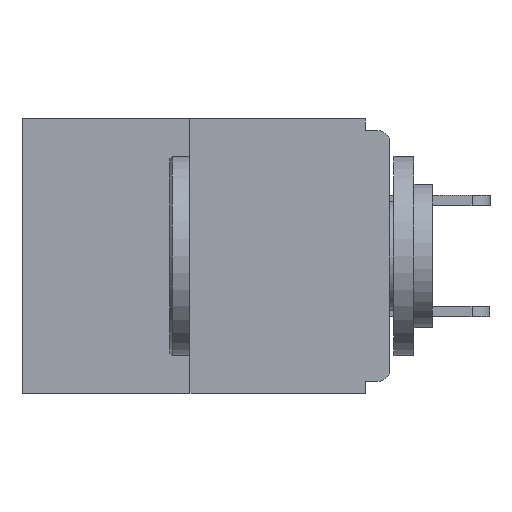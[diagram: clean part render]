
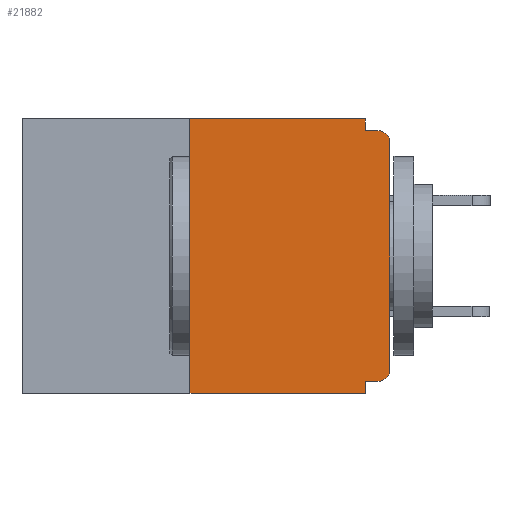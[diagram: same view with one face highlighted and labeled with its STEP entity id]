
A CAD part, left-side view. The second image highlights one B-rep face of the part: STEP entity #21882.
In plain terms, the highlighted planar face has unit normal (-1, 0, 0).
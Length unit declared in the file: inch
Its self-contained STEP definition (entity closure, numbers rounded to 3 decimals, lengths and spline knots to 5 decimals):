
#531 = CARTESIAN_POINT ( 'NONE',  ( 0., 0.46, -0.343 ) ) ;
#550 = CIRCLE ( 'NONE', #15211, 0.015 ) ;
#597 = CARTESIAN_POINT ( 'NONE',  ( 0., 0.25, 0. ) ) ;
#1485 = DIRECTION ( 'NONE',  ( -1., 0., 0. ) ) ;
#2152 = VERTEX_POINT ( 'NONE', #4358 ) ;
#2430 = CARTESIAN_POINT ( 'NONE',  ( 0., 0.031, 0. ) ) ;
#2493 = EDGE_LOOP ( 'NONE', ( #21145, #6915, #13196, #23272, #5498, #18015, #15113, #12124, #6410, #10506 ) ) ;
#2554 = DIRECTION ( 'NONE',  ( 1., 0., 0. ) ) ;
#2939 = CARTESIAN_POINT ( 'NONE',  ( 0., 0., -0.015 ) ) ;
#3271 = CARTESIAN_POINT ( 'NONE',  ( 0., 0.015, -0.313 ) ) ;
#3303 = DIRECTION ( 'NONE',  ( 0., 0., -1. ) ) ;
#3438 = EDGE_CURVE ( 'NONE', #5176, #15188, #4301, .T. ) ;
#3521 = VECTOR ( 'NONE', #8320, 39.37008 ) ;
#3995 = FACE_OUTER_BOUND ( 'NONE', #2493, .T. ) ;
#4108 = EDGE_CURVE ( 'NONE', #22898, #2152, #22562, .T. ) ;
#4275 = DIRECTION ( 'NONE',  ( 0., -1., 0. ) ) ;
#4301 = LINE ( 'NONE', #2430, #18777 ) ;
#4358 = CARTESIAN_POINT ( 'NONE',  ( 0., 0.031, -0.328 ) ) ;
#5176 = VERTEX_POINT ( 'NONE', #6454 ) ;
#5227 = VERTEX_POINT ( 'NONE', #23435 ) ;
#5466 = VECTOR ( 'NONE', #19276, 39.37008 ) ;
#5498 = ORIENTED_EDGE ( 'NONE', *, *, #4108, .F. ) ;
#6410 = ORIENTED_EDGE ( 'NONE', *, *, #20238, .F. ) ;
#6415 = CARTESIAN_POINT ( 'NONE',  ( 0., 0., 0. ) ) ;
#6454 = CARTESIAN_POINT ( 'NONE',  ( 0., 0.031, 0. ) ) ;
#6535 = DIRECTION ( 'NONE',  ( 0., 0., -1. ) ) ;
#6713 = CARTESIAN_POINT ( 'NONE',  ( 0., 0.031, -0.015 ) ) ;
#6756 = VERTEX_POINT ( 'NONE', #19915 ) ;
#6768 = CARTESIAN_POINT ( 'NONE',  ( 0., 0.015, -0.03 ) ) ;
#6915 = ORIENTED_EDGE ( 'NONE', *, *, #10671, .F. ) ;
#7244 = VERTEX_POINT ( 'NONE', #597 ) ;
#7344 = CARTESIAN_POINT ( 'NONE',  ( 0., 0.031, -0.343 ) ) ;
#8320 = DIRECTION ( 'NONE',  ( 0., 0., 1. ) ) ;
#8406 = CARTESIAN_POINT ( 'NONE',  ( 0., 0.25, -0.343 ) ) ;
#9880 = DIRECTION ( 'NONE',  ( 0., 0., -1. ) ) ;
#10432 = CARTESIAN_POINT ( 'NONE',  ( 0., 0.031, -0.343 ) ) ;
#10506 = ORIENTED_EDGE ( 'NONE', *, *, #3438, .F. ) ;
#10671 = EDGE_CURVE ( 'NONE', #20735, #7244, #19417, .T. ) ;
#10751 = EDGE_CURVE ( 'NONE', #15576, #6756, #16458, .T. ) ;
#11128 = VECTOR ( 'NONE', #14047, 39.37008 ) ;
#11923 = DIRECTION ( 'NONE',  ( 0., 0., 1. ) ) ;
#12124 = ORIENTED_EDGE ( 'NONE', *, *, #20402, .T. ) ;
#12179 = CARTESIAN_POINT ( 'NONE',  ( 0., 0., -0.328 ) ) ;
#12776 = EDGE_CURVE ( 'NONE', #7244, #5176, #14346, .T. ) ;
#13196 = ORIENTED_EDGE ( 'NONE', *, *, #21873, .T. ) ;
#13919 = CARTESIAN_POINT ( 'NONE',  ( 0., 0., -0.313 ) ) ;
#14047 = DIRECTION ( 'NONE',  ( 0., -1., 0. ) ) ;
#14240 = LINE ( 'NONE', #7344, #17204 ) ;
#14346 = LINE ( 'NONE', #19134, #18776 ) ;
#14352 = VECTOR ( 'NONE', #15911, 39.37008 ) ;
#15113 = ORIENTED_EDGE ( 'NONE', *, *, #10751, .T. ) ;
#15188 = VERTEX_POINT ( 'NONE', #6713 ) ;
#15211 = AXIS2_PLACEMENT_3D ( 'NONE', #6768, #18214, #18128 ) ;
#15576 = VERTEX_POINT ( 'NONE', #13919 ) ;
#15911 = DIRECTION ( 'NONE',  ( 0., 1., 0. ) ) ;
#15972 = CIRCLE ( 'NONE', #20158, 0.015 ) ;
#16435 = DIRECTION ( 'NONE',  ( 0., 0., -1. ) ) ;
#16458 = LINE ( 'NONE', #6415, #3521 ) ;
#17063 = VECTOR ( 'NONE', #11923, 39.37008 ) ;
#17204 = VECTOR ( 'NONE', #3303, 39.37008 ) ;
#17239 = VERTEX_POINT ( 'NONE', #10432 ) ;
#17469 = PLANE ( 'NONE',  #23053 ) ;
#18015 = ORIENTED_EDGE ( 'NONE', *, *, #23906, .T. ) ;
#18128 = DIRECTION ( 'NONE',  ( 0., 0., -1. ) ) ;
#18214 = DIRECTION ( 'NONE',  ( -1., 0., 0. ) ) ;
#18776 = VECTOR ( 'NONE', #4275, 39.37008 ) ;
#18777 = VECTOR ( 'NONE', #6535, 39.37008 ) ;
#19134 = CARTESIAN_POINT ( 'NONE',  ( 0., 0.46, 0. ) ) ;
#19209 = CARTESIAN_POINT ( 'NONE',  ( 0., 0.015, -0.328 ) ) ;
#19276 = DIRECTION ( 'NONE',  ( 0., -1., 0. ) ) ;
#19316 = LINE ( 'NONE', #531, #5466 ) ;
#19350 = CARTESIAN_POINT ( 'NONE',  ( 0., 0.25, 0. ) ) ;
#19417 = LINE ( 'NONE', #19350, #17063 ) ;
#19915 = CARTESIAN_POINT ( 'NONE',  ( 0., 0., -0.03 ) ) ;
#20158 = AXIS2_PLACEMENT_3D ( 'NONE', #3271, #1485, #16435 ) ;
#20238 = EDGE_CURVE ( 'NONE', #15188, #5227, #21727, .T. ) ;
#20402 = EDGE_CURVE ( 'NONE', #6756, #5227, #550, .T. ) ;
#20735 = VERTEX_POINT ( 'NONE', #8406 ) ;
#21145 = ORIENTED_EDGE ( 'NONE', *, *, #12776, .F. ) ;
#21727 = LINE ( 'NONE', #2939, #11128 ) ;
#21873 = EDGE_CURVE ( 'NONE', #20735, #17239, #19316, .T. ) ;
#21882 = ADVANCED_FACE ( 'NONE', ( #3995 ), #17469, .F. ) ;
#22562 = LINE ( 'NONE', #12179, #14352 ) ;
#22898 = VERTEX_POINT ( 'NONE', #19209 ) ;
#23012 = CARTESIAN_POINT ( 'NONE',  ( 0., 0.46, 0. ) ) ;
#23053 = AXIS2_PLACEMENT_3D ( 'NONE', #23012, #2554, #9880 ) ;
#23270 = EDGE_CURVE ( 'NONE', #2152, #17239, #14240, .T. ) ;
#23272 = ORIENTED_EDGE ( 'NONE', *, *, #23270, .F. ) ;
#23435 = CARTESIAN_POINT ( 'NONE',  ( 0., 0.015, -0.015 ) ) ;
#23906 = EDGE_CURVE ( 'NONE', #22898, #15576, #15972, .T. ) ;
